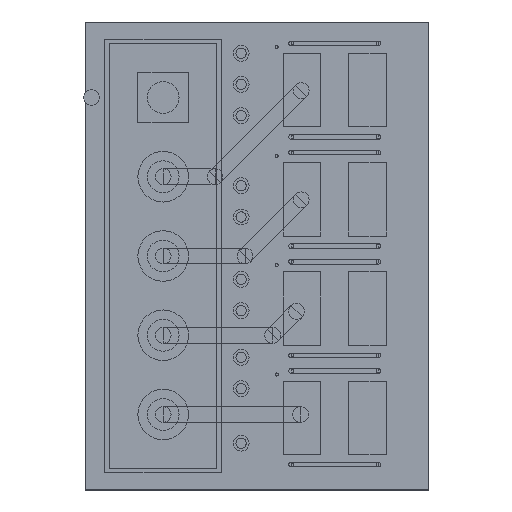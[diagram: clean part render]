
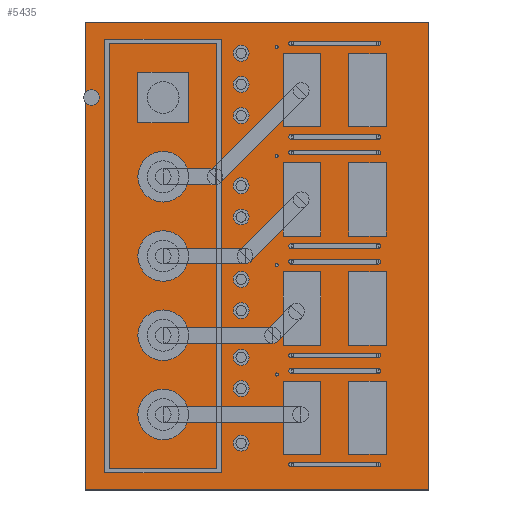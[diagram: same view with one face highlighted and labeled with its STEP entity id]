
A CAD part, top view. The second image highlights one B-rep face of the part: STEP entity #5435.
In plain terms, the highlighted planar face has unit normal (0, 0, 1).
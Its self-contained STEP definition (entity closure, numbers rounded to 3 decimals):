
#5126 = VERTEX_POINT('',#5127);
#5127 = CARTESIAN_POINT('',(0.,0.,-0.035));
#5136 = PLANE('',#5137);
#5137 = AXIS2_PLACEMENT_3D('',#5138,#5139,#5140);
#5138 = CARTESIAN_POINT('',(0.,0.,-0.035));
#5139 = DIRECTION('',(0.,-1.,0.));
#5140 = DIRECTION('',(1.,0.,0.));
#5148 = PLANE('',#5149);
#5149 = AXIS2_PLACEMENT_3D('',#5150,#5151,#5152);
#5150 = CARTESIAN_POINT('',(0.,15.,-0.035));
#5151 = DIRECTION('',(-1.,-0.,-0.));
#5152 = DIRECTION('',(0.,-1.,0.));
#5189 = VERTEX_POINT('',#5190);
#5190 = CARTESIAN_POINT('',(11.,0.,-0.035));
#5204 = PLANE('',#5205);
#5205 = AXIS2_PLACEMENT_3D('',#5206,#5207,#5208);
#5206 = CARTESIAN_POINT('',(11.,0.,-0.035));
#5207 = DIRECTION('',(1.,-0.,0.));
#5208 = DIRECTION('',(0.,1.,0.));
#5216 = EDGE_CURVE('',#5126,#5189,#5217,.T.);
#5217 = SURFACE_CURVE('',#5218,(#5222,#5229),.PCURVE_S1.);
#5218 = LINE('',#5219,#5220);
#5219 = CARTESIAN_POINT('',(0.,0.,-0.035));
#5220 = VECTOR('',#5221,1.);
#5221 = DIRECTION('',(1.,0.,0.));
#5222 = PCURVE('',#5136,#5223);
#5223 = DEFINITIONAL_REPRESENTATION('',(#5224),#5228);
#5224 = LINE('',#5225,#5226);
#5225 = CARTESIAN_POINT('',(0.,0.));
#5226 = VECTOR('',#5227,1.);
#5227 = DIRECTION('',(1.,0.));
#5228 = ( GEOMETRIC_REPRESENTATION_CONTEXT(2) 
PARAMETRIC_REPRESENTATION_CONTEXT() REPRESENTATION_CONTEXT('2D SPACE',''
  ) );
#5229 = PCURVE('',#5230,#5235);
#5230 = PLANE('',#5231);
#5231 = AXIS2_PLACEMENT_3D('',#5232,#5233,#5234);
#5232 = CARTESIAN_POINT('',(5.5,7.5,-0.035));
#5233 = DIRECTION('',(0.,0.,1.));
#5234 = DIRECTION('',(1.,0.,-0.));
#5235 = DEFINITIONAL_REPRESENTATION('',(#5236),#5240);
#5236 = LINE('',#5237,#5238);
#5237 = CARTESIAN_POINT('',(-5.5,-7.5));
#5238 = VECTOR('',#5239,1.);
#5239 = DIRECTION('',(1.,0.));
#5240 = ( GEOMETRIC_REPRESENTATION_CONTEXT(2) 
PARAMETRIC_REPRESENTATION_CONTEXT() REPRESENTATION_CONTEXT('2D SPACE',''
  ) );
#5270 = VERTEX_POINT('',#5271);
#5271 = CARTESIAN_POINT('',(11.,15.,-0.035));
#5285 = PLANE('',#5286);
#5286 = AXIS2_PLACEMENT_3D('',#5287,#5288,#5289);
#5287 = CARTESIAN_POINT('',(11.,15.,-0.035));
#5288 = DIRECTION('',(0.,1.,0.));
#5289 = DIRECTION('',(-1.,0.,0.));
#5297 = EDGE_CURVE('',#5189,#5270,#5298,.T.);
#5298 = SURFACE_CURVE('',#5299,(#5303,#5310),.PCURVE_S1.);
#5299 = LINE('',#5300,#5301);
#5300 = CARTESIAN_POINT('',(11.,0.,-0.035));
#5301 = VECTOR('',#5302,1.);
#5302 = DIRECTION('',(0.,1.,0.));
#5303 = PCURVE('',#5204,#5304);
#5304 = DEFINITIONAL_REPRESENTATION('',(#5305),#5309);
#5305 = LINE('',#5306,#5307);
#5306 = CARTESIAN_POINT('',(0.,0.));
#5307 = VECTOR('',#5308,1.);
#5308 = DIRECTION('',(1.,0.));
#5309 = ( GEOMETRIC_REPRESENTATION_CONTEXT(2) 
PARAMETRIC_REPRESENTATION_CONTEXT() REPRESENTATION_CONTEXT('2D SPACE',''
  ) );
#5310 = PCURVE('',#5230,#5311);
#5311 = DEFINITIONAL_REPRESENTATION('',(#5312),#5316);
#5312 = LINE('',#5313,#5314);
#5313 = CARTESIAN_POINT('',(5.5,-7.5));
#5314 = VECTOR('',#5315,1.);
#5315 = DIRECTION('',(0.,1.));
#5316 = ( GEOMETRIC_REPRESENTATION_CONTEXT(2) 
PARAMETRIC_REPRESENTATION_CONTEXT() REPRESENTATION_CONTEXT('2D SPACE',''
  ) );
#5346 = VERTEX_POINT('',#5347);
#5347 = CARTESIAN_POINT('',(0.,15.,-0.035));
#5368 = EDGE_CURVE('',#5270,#5346,#5369,.T.);
#5369 = SURFACE_CURVE('',#5370,(#5374,#5381),.PCURVE_S1.);
#5370 = LINE('',#5371,#5372);
#5371 = CARTESIAN_POINT('',(11.,15.,-0.035));
#5372 = VECTOR('',#5373,1.);
#5373 = DIRECTION('',(-1.,0.,0.));
#5374 = PCURVE('',#5285,#5375);
#5375 = DEFINITIONAL_REPRESENTATION('',(#5376),#5380);
#5376 = LINE('',#5377,#5378);
#5377 = CARTESIAN_POINT('',(0.,0.));
#5378 = VECTOR('',#5379,1.);
#5379 = DIRECTION('',(1.,0.));
#5380 = ( GEOMETRIC_REPRESENTATION_CONTEXT(2) 
PARAMETRIC_REPRESENTATION_CONTEXT() REPRESENTATION_CONTEXT('2D SPACE',''
  ) );
#5381 = PCURVE('',#5230,#5382);
#5382 = DEFINITIONAL_REPRESENTATION('',(#5383),#5387);
#5383 = LINE('',#5384,#5385);
#5384 = CARTESIAN_POINT('',(5.5,7.5));
#5385 = VECTOR('',#5386,1.);
#5386 = DIRECTION('',(-1.,0.));
#5387 = ( GEOMETRIC_REPRESENTATION_CONTEXT(2) 
PARAMETRIC_REPRESENTATION_CONTEXT() REPRESENTATION_CONTEXT('2D SPACE',''
  ) );
#5415 = EDGE_CURVE('',#5346,#5126,#5416,.T.);
#5416 = SURFACE_CURVE('',#5417,(#5421,#5428),.PCURVE_S1.);
#5417 = LINE('',#5418,#5419);
#5418 = CARTESIAN_POINT('',(0.,15.,-0.035));
#5419 = VECTOR('',#5420,1.);
#5420 = DIRECTION('',(0.,-1.,0.));
#5421 = PCURVE('',#5148,#5422);
#5422 = DEFINITIONAL_REPRESENTATION('',(#5423),#5427);
#5423 = LINE('',#5424,#5425);
#5424 = CARTESIAN_POINT('',(0.,0.));
#5425 = VECTOR('',#5426,1.);
#5426 = DIRECTION('',(1.,0.));
#5427 = ( GEOMETRIC_REPRESENTATION_CONTEXT(2) 
PARAMETRIC_REPRESENTATION_CONTEXT() REPRESENTATION_CONTEXT('2D SPACE',''
  ) );
#5428 = PCURVE('',#5230,#5429);
#5429 = DEFINITIONAL_REPRESENTATION('',(#5430),#5434);
#5430 = LINE('',#5431,#5432);
#5431 = CARTESIAN_POINT('',(-5.5,7.5));
#5432 = VECTOR('',#5433,1.);
#5433 = DIRECTION('',(0.,-1.));
#5434 = ( GEOMETRIC_REPRESENTATION_CONTEXT(2) 
PARAMETRIC_REPRESENTATION_CONTEXT() REPRESENTATION_CONTEXT('2D SPACE',''
  ) );
#5435 = ADVANCED_FACE('',(#5436),#5230,.T.);
#5436 = FACE_BOUND('',#5437,.T.);
#5437 = EDGE_LOOP('',(#5438,#5439,#5440,#5441));
#5438 = ORIENTED_EDGE('',*,*,#5216,.T.);
#5439 = ORIENTED_EDGE('',*,*,#5297,.T.);
#5440 = ORIENTED_EDGE('',*,*,#5368,.T.);
#5441 = ORIENTED_EDGE('',*,*,#5415,.T.);
